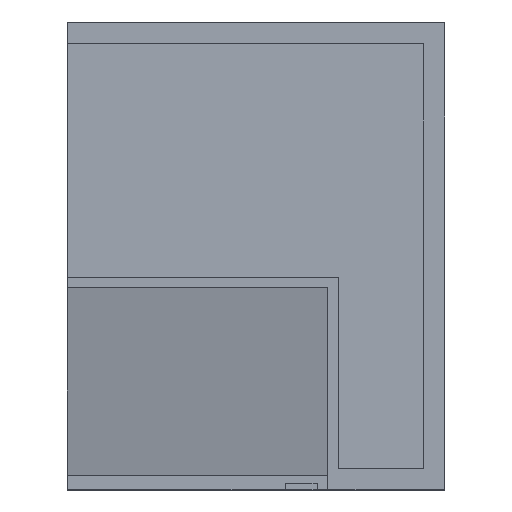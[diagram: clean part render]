
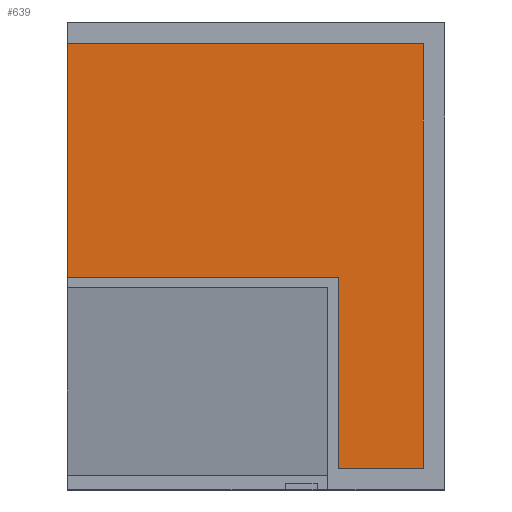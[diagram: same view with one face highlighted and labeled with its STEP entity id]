
A CAD part, top view. The second image highlights one B-rep face of the part: STEP entity #639.
In plain terms, the highlighted planar face has unit normal (0, 0, 1).
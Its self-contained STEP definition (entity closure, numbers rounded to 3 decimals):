
#25=FACE_OUTER_BOUND('',#60,.T.);
#60=EDGE_LOOP('',(#488,#489,#490,#491,#492,#493));
#93=LINE('',#872,#184);
#120=LINE('',#926,#211);
#142=LINE('',#968,#233);
#143=LINE('',#970,#234);
#144=LINE('',#972,#235);
#145=LINE('',#973,#236);
#184=VECTOR('',#709,10.);
#211=VECTOR('',#744,10.);
#233=VECTOR('',#770,10.);
#234=VECTOR('',#771,10.);
#235=VECTOR('',#772,10.);
#236=VECTOR('',#773,10.);
#275=VERTEX_POINT('',#869);
#276=VERTEX_POINT('',#871);
#299=VERTEX_POINT('',#925);
#317=VERTEX_POINT('',#967);
#318=VERTEX_POINT('',#969);
#319=VERTEX_POINT('',#971);
#337=EDGE_CURVE('',#275,#276,#93,.T.);
#364=EDGE_CURVE('',#276,#299,#120,.T.);
#386=EDGE_CURVE('',#275,#317,#142,.T.);
#387=EDGE_CURVE('',#317,#318,#143,.T.);
#388=EDGE_CURVE('',#319,#318,#144,.T.);
#389=EDGE_CURVE('',#299,#319,#145,.T.);
#488=ORIENTED_EDGE('',*,*,#337,.F.);
#489=ORIENTED_EDGE('',*,*,#386,.T.);
#490=ORIENTED_EDGE('',*,*,#387,.T.);
#491=ORIENTED_EDGE('',*,*,#388,.F.);
#492=ORIENTED_EDGE('',*,*,#389,.F.);
#493=ORIENTED_EDGE('',*,*,#364,.F.);
#608=PLANE('',#672);
#639=ADVANCED_FACE('',(#25),#608,.T.);
#672=AXIS2_PLACEMENT_3D('',#966,#768,#769);
#709=DIRECTION('',(0.,1.,0.));
#744=DIRECTION('',(1.,0.,0.));
#768=DIRECTION('center_axis',(0.,0.,1.));
#769=DIRECTION('ref_axis',(0.,-1.,0.));
#770=DIRECTION('',(1.,0.,0.));
#771=DIRECTION('',(0.,-1.,0.));
#772=DIRECTION('',(-1.,0.,0.));
#773=DIRECTION('',(0.,-1.,0.));
#869=CARTESIAN_POINT('',(177.5,87.,5.));
#871=CARTESIAN_POINT('',(177.5,210.,5.));
#872=CARTESIAN_POINT('',(177.5,93.5,5.));
#925=CARTESIAN_POINT('',(345.,210.,5.));
#926=CARTESIAN_POINT('',(200.,210.,5.));
#966=CARTESIAN_POINT('Origin',(21.5,113.,5.));
#967=CARTESIAN_POINT('',(305.,87.,5.));
#968=CARTESIAN_POINT('',(241.25,87.,5.));
#969=CARTESIAN_POINT('',(305.,10.,5.));
#970=CARTESIAN_POINT('',(305.,80.,5.));
#971=CARTESIAN_POINT('',(345.,10.,5.));
#972=CARTESIAN_POINT('',(200.,10.,5.));
#973=CARTESIAN_POINT('',(345.,105.,5.));
